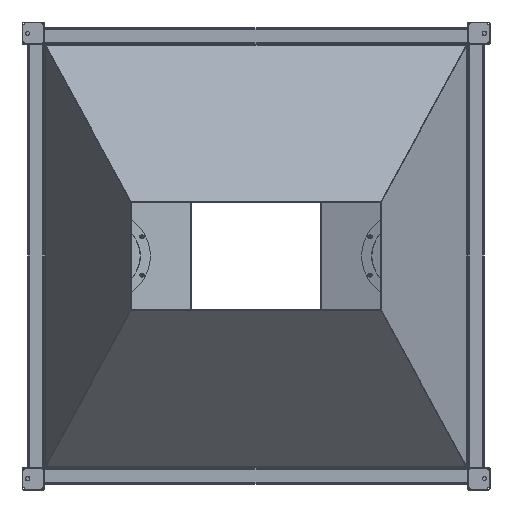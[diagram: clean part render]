
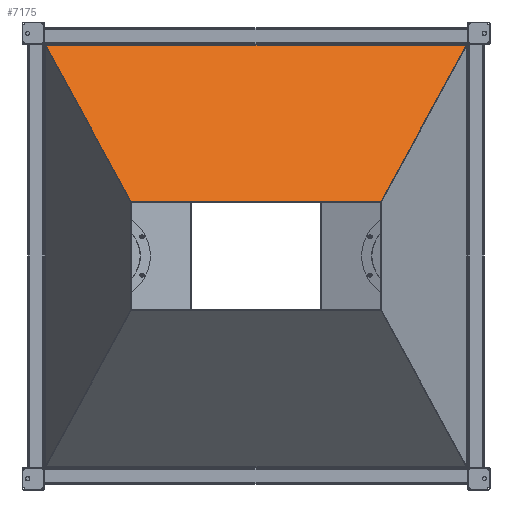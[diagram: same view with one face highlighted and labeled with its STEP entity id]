
A CAD part, front view. The second image highlights one B-rep face of the part: STEP entity #7175.
In plain terms, the highlighted planar face has unit normal (0, -0.703, 0.711).
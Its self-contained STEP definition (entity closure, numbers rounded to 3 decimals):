
#662 = VERTEX_POINT ( 'NONE', #3668 ) ;
#1580 = EDGE_LOOP ( 'NONE', ( #2748, #4170, #13026, #2498 ) ) ;
#1636 = DIRECTION ( 'NONE',  ( 1., 0., 0. ) ) ;
#1854 = CARTESIAN_POINT ( 'NONE',  ( 0., -2.11, 2.133 ) ) ;
#2004 = CARTESIAN_POINT ( 'NONE',  ( 742., -2.11, 2.133 ) ) ;
#2498 = ORIENTED_EDGE ( 'NONE', *, *, #4844, .F. ) ;
#2748 = ORIENTED_EDGE ( 'NONE', *, *, #8934, .T. ) ;
#3610 = VECTOR ( 'NONE', #9337, 1000. ) ;
#3668 = CARTESIAN_POINT ( 'NONE',  ( -443., -560.11, -549.867 ) ) ;
#4170 = ORIENTED_EDGE ( 'NONE', *, *, #10183, .T. ) ;
#4543 = VERTEX_POINT ( 'NONE', #5612 ) ;
#4661 = VECTOR ( 'NONE', #1636, 1000. ) ;
#4844 = EDGE_CURVE ( 'NONE', #11124, #9242, #10391, .T. ) ;
#4872 = CARTESIAN_POINT ( 'NONE',  ( 0., -560.11, -549.867 ) ) ;
#5009 = CARTESIAN_POINT ( 'NONE',  ( -742., -2.11, 2.133 ) ) ;
#5225 = LINE ( 'NONE', #5009, #12202 ) ;
#5239 = DIRECTION ( 'NONE',  ( -0.356, -0.664, -0.657 ) ) ;
#5366 = AXIS2_PLACEMENT_3D ( 'NONE', #1854, #11429, #7179 ) ;
#5612 = CARTESIAN_POINT ( 'NONE',  ( 443., -560.11, -549.867 ) ) ;
#5724 = CARTESIAN_POINT ( 'NONE',  ( -742., -2.11, 2.133 ) ) ;
#6428 = LINE ( 'NONE', #2004, #11780 ) ;
#7175 = ADVANCED_FACE ( 'NONE', ( #9254 ), #13569, .T. ) ;
#7179 = DIRECTION ( 'NONE',  ( -1., 0., 0. ) ) ;
#8934 = EDGE_CURVE ( 'NONE', #11124, #662, #5225, .T. ) ;
#9242 = VERTEX_POINT ( 'NONE', #9886 ) ;
#9254 = FACE_OUTER_BOUND ( 'NONE', #1580, .T. ) ;
#9337 = DIRECTION ( 'NONE',  ( 1., 0., 0. ) ) ;
#9886 = CARTESIAN_POINT ( 'NONE',  ( 742., -2.11, 2.133 ) ) ;
#10183 = EDGE_CURVE ( 'NONE', #662, #4543, #11082, .T. ) ;
#10323 = CARTESIAN_POINT ( 'NONE',  ( 0., -2.11, 2.133 ) ) ;
#10391 = LINE ( 'NONE', #10323, #3610 ) ;
#10897 = EDGE_CURVE ( 'NONE', #9242, #4543, #6428, .T. ) ;
#11082 = LINE ( 'NONE', #4872, #4661 ) ;
#11124 = VERTEX_POINT ( 'NONE', #5724 ) ;
#11429 = DIRECTION ( 'NONE',  ( 0., -0.703, 0.711 ) ) ;
#11780 = VECTOR ( 'NONE', #5239, 1000. ) ;
#12202 = VECTOR ( 'NONE', #12424, 1000. ) ;
#12424 = DIRECTION ( 'NONE',  ( 0.356, -0.664, -0.657 ) ) ;
#13026 = ORIENTED_EDGE ( 'NONE', *, *, #10897, .F. ) ;
#13569 = PLANE ( 'NONE',  #5366 ) ;
